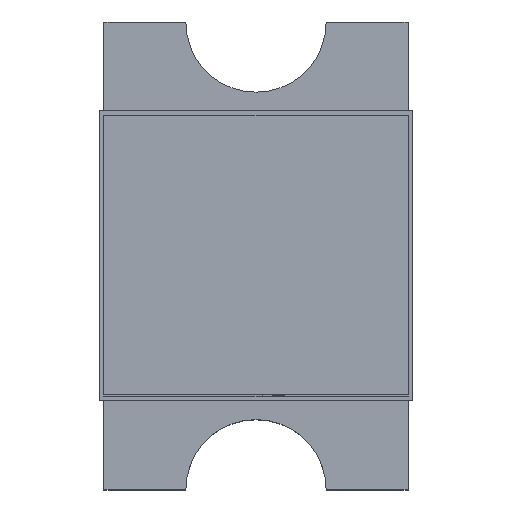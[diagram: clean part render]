
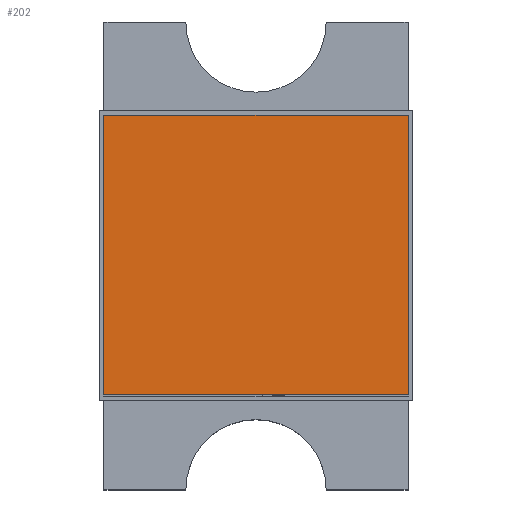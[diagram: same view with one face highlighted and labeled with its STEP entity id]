
A CAD part, top view. The second image highlights one B-rep face of the part: STEP entity #202.
In plain terms, the highlighted planar face has unit normal (0, 0, 1).
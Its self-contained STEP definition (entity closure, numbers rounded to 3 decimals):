
#202=ADVANCED_FACE('',(#739),#741,.T.);
#739=FACE_BOUND('',#740,.T.);
#740=EDGE_LOOP('',(#1172,#1173,#1174,#1175));
#741=PLANE('',#742);
#742=AXIS2_PLACEMENT_3D('',#743,#744,#745);
#743=CARTESIAN_POINT('',(0.,0.,0.82));
#744=DIRECTION('',(0.,0.,1.));
#745=DIRECTION('',(-1.,0.,0.));
#1172=ORIENTED_EDGE('',*,*,#1434,.T.);
#1173=ORIENTED_EDGE('',*,*,#1432,.T.);
#1174=ORIENTED_EDGE('',*,*,#1430,.T.);
#1175=ORIENTED_EDGE('',*,*,#1428,.T.);
#1428=EDGE_CURVE('',#1618,#1616,#1619,.T.);
#1430=EDGE_CURVE('',#1621,#1618,#1622,.T.);
#1432=EDGE_CURVE('',#1624,#1621,#1625,.T.);
#1434=EDGE_CURVE('',#1616,#1624,#1627,.T.);
#1616=VERTEX_POINT('',#1945);
#1618=VERTEX_POINT('',#1949);
#1619=LINE('',#1950,#1951);
#1621=VERTEX_POINT('',#1956);
#1622=LINE('',#1957,#1958);
#1624=VERTEX_POINT('',#1963);
#1625=LINE('',#1964,#1965);
#1627=LINE('',#1970,#1971);
#1945=CARTESIAN_POINT('',(-1.3,-1.592,0.82));
#1949=CARTESIAN_POINT('',(-1.3,-0.4,0.82));
#1950=CARTESIAN_POINT('',(-1.3,-0.4,0.82));
#1951=VECTOR('',#1952,1.);
#1952=DIRECTION('',(0.,-1.,0.));
#1956=CARTESIAN_POINT('',(0.,-0.4,0.82));
#1957=CARTESIAN_POINT('',(0.,-0.4,0.82));
#1958=VECTOR('',#1959,1.);
#1959=DIRECTION('',(-1.,0.,0.));
#1963=CARTESIAN_POINT('',(0.,-1.592,0.82));
#1964=CARTESIAN_POINT('',(0.,-1.592,0.82));
#1965=VECTOR('',#1966,1.);
#1966=DIRECTION('',(0.,1.,0.));
#1970=CARTESIAN_POINT('',(-1.3,-1.592,0.82));
#1971=VECTOR('',#1972,1.);
#1972=DIRECTION('',(1.,0.,0.));
